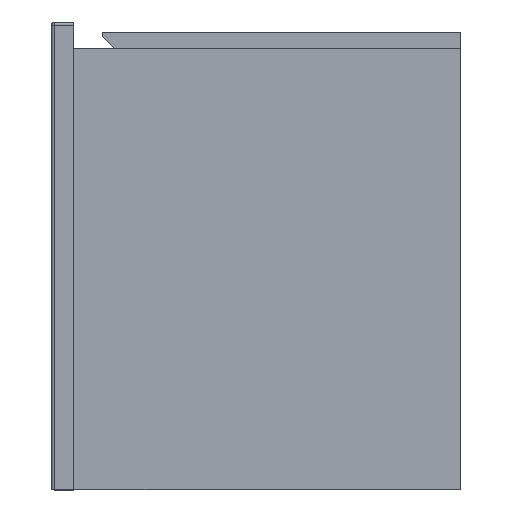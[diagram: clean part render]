
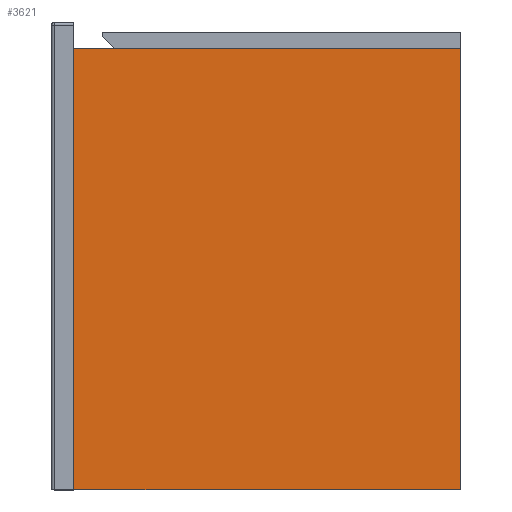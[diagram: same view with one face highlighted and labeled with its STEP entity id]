
A CAD part, left-side view. The second image highlights one B-rep face of the part: STEP entity #3621.
In plain terms, the highlighted planar face has unit normal (-1, 0, 0).
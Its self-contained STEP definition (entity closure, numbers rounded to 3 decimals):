
#20 = DIRECTION ( 'NONE',  ( 0., 0., 1. ) ) ;
#154 = LINE ( 'NONE', #667, #2663 ) ;
#376 = CARTESIAN_POINT ( 'NONE',  ( -744., -190., 0. ) ) ;
#379 = CARTESIAN_POINT ( 'NONE',  ( -744., 190., 434. ) ) ;
#526 = CARTESIAN_POINT ( 'NONE',  ( -744., 190., 434. ) ) ;
#606 = EDGE_CURVE ( 'NONE', #1166, #3853, #154, .T. ) ;
#667 = CARTESIAN_POINT ( 'NONE',  ( -744., -190., 434. ) ) ;
#788 = DIRECTION ( 'NONE',  ( 0., 1., 0. ) ) ;
#939 = ORIENTED_EDGE ( 'NONE', *, *, #606, .F. ) ;
#1013 = EDGE_CURVE ( 'NONE', #3853, #2890, #3347, .T. ) ;
#1159 = EDGE_LOOP ( 'NONE', ( #2100, #939, #1321, #1848 ) ) ;
#1166 = VERTEX_POINT ( 'NONE', #1458 ) ;
#1211 = VECTOR ( 'NONE', #3525, 1000. ) ;
#1296 = FACE_OUTER_BOUND ( 'NONE', #1159, .T. ) ;
#1321 = ORIENTED_EDGE ( 'NONE', *, *, #1936, .T. ) ;
#1408 = DIRECTION ( 'NONE',  ( 0., 0., -1. ) ) ;
#1458 = CARTESIAN_POINT ( 'NONE',  ( -744., -190., 434. ) ) ;
#1799 = PLANE ( 'NONE',  #1857 ) ;
#1848 = ORIENTED_EDGE ( 'NONE', *, *, #4104, .T. ) ;
#1857 = AXIS2_PLACEMENT_3D ( 'NONE', #379, #3987, #20 ) ;
#1936 = EDGE_CURVE ( 'NONE', #1166, #4046, #4622, .T. ) ;
#2100 = ORIENTED_EDGE ( 'NONE', *, *, #1013, .F. ) ;
#2627 = VECTOR ( 'NONE', #3021, 1000. ) ;
#2663 = VECTOR ( 'NONE', #1408, 1000. ) ;
#2890 = VERTEX_POINT ( 'NONE', #3141 ) ;
#3021 = DIRECTION ( 'NONE',  ( 0., 0., -1. ) ) ;
#3141 = CARTESIAN_POINT ( 'NONE',  ( -744., 190., 0. ) ) ;
#3345 = CARTESIAN_POINT ( 'NONE',  ( -744., 190., 434. ) ) ;
#3347 = LINE ( 'NONE', #4284, #1211 ) ;
#3525 = DIRECTION ( 'NONE',  ( 0., 1., 0. ) ) ;
#3621 = ADVANCED_FACE ( 'NONE', ( #1296 ), #1799, .T. ) ;
#3781 = LINE ( 'NONE', #3345, #2627 ) ;
#3853 = VERTEX_POINT ( 'NONE', #376 ) ;
#3987 = DIRECTION ( 'NONE',  ( -1., 0., 0. ) ) ;
#3998 = VECTOR ( 'NONE', #788, 1000. ) ;
#4046 = VERTEX_POINT ( 'NONE', #526 ) ;
#4104 = EDGE_CURVE ( 'NONE', #4046, #2890, #3781, .T. ) ;
#4284 = CARTESIAN_POINT ( 'NONE',  ( -744., 190., 0. ) ) ;
#4334 = CARTESIAN_POINT ( 'NONE',  ( -744., 190., 434. ) ) ;
#4622 = LINE ( 'NONE', #4334, #3998 ) ;
